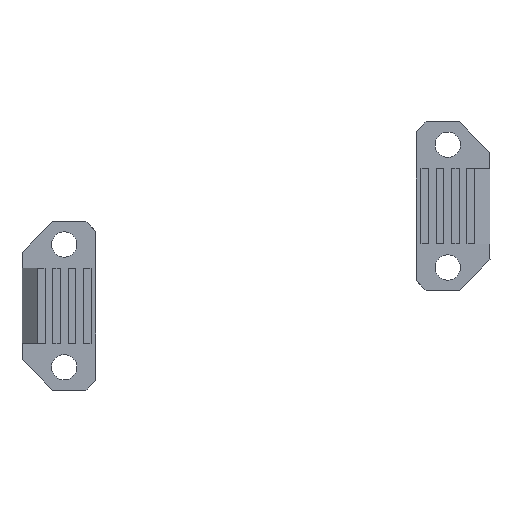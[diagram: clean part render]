
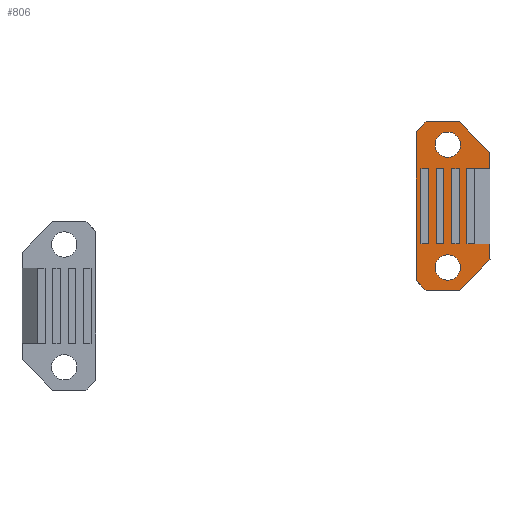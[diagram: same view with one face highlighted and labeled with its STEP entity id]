
A CAD part, front view. The second image highlights one B-rep face of the part: STEP entity #806.
In plain terms, the highlighted planar face has unit normal (0, -1, 0).
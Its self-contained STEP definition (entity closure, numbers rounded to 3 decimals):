
#184=CARTESIAN_POINT('',(21.467,-12.5,55.05));
#185=VERTEX_POINT('',#184);
#192=CARTESIAN_POINT('',(22.467,-12.5,55.05));
#193=VERTEX_POINT('',#192);
#194=CARTESIAN_POINT('',(22.467,-12.5,55.05));
#195=DIRECTION('',(-1.,-0.,0.));
#196=VECTOR('',#195,1.);
#197=LINE('',#194,#196);
#198=EDGE_CURVE('',#193,#185,#197,.T.);
#215=CARTESIAN_POINT('',(22.467,-12.5,64.85));
#216=VERTEX_POINT('',#215);
#217=CARTESIAN_POINT('',(21.467,-12.5,64.85));
#218=VERTEX_POINT('',#217);
#219=CARTESIAN_POINT('',(22.467,-12.5,64.85));
#220=DIRECTION('',(-1.,-0.,0.));
#221=VECTOR('',#220,1.);
#222=LINE('',#219,#221);
#223=EDGE_CURVE('',#216,#218,#222,.T.);
#246=CARTESIAN_POINT('',(20.83,-12.5,69.657));
#247=VERTEX_POINT('',#246);
#264=CARTESIAN_POINT('',(20.83,-12.5,50.243));
#265=VERTEX_POINT('',#264);
#272=CARTESIAN_POINT('',(20.83,-12.5,69.657));
#273=DIRECTION('',(0.,0.,-1.));
#274=VECTOR('',#273,19.414);
#275=LINE('',#272,#274);
#276=EDGE_CURVE('',#247,#265,#275,.T.);
#288=CARTESIAN_POINT('',(30.467,-12.5,64.85));
#289=VERTEX_POINT('',#288);
#304=CARTESIAN_POINT('',(30.467,-12.5,55.05));
#305=VERTEX_POINT('',#304);
#312=CARTESIAN_POINT('',(30.467,-12.5,52.95));
#313=VERTEX_POINT('',#312);
#314=CARTESIAN_POINT('',(30.467,-12.5,55.05));
#315=DIRECTION('',(0.,0.,-1.));
#316=VECTOR('',#315,2.1);
#317=LINE('',#314,#316);
#318=EDGE_CURVE('',#305,#313,#317,.T.);
#336=CARTESIAN_POINT('',(30.467,-12.5,66.95));
#337=VERTEX_POINT('',#336);
#344=CARTESIAN_POINT('',(30.467,-12.5,64.85));
#345=DIRECTION('',(0.,-0.,1.));
#346=VECTOR('',#345,2.1);
#347=LINE('',#344,#346);
#348=EDGE_CURVE('',#289,#337,#347,.T.);
#471=CARTESIAN_POINT('',(27.467,-12.5,64.85));
#472=VERTEX_POINT('',#471);
#473=CARTESIAN_POINT('',(30.467,-12.5,64.85));
#474=DIRECTION('',(-1.,-0.,0.));
#475=VECTOR('',#474,3.);
#476=LINE('',#473,#475);
#477=EDGE_CURVE('',#289,#472,#476,.T.);
#493=CARTESIAN_POINT('',(24.467,-12.5,64.85));
#494=VERTEX_POINT('',#493);
#495=CARTESIAN_POINT('',(23.467,-12.5,64.85));
#496=VERTEX_POINT('',#495);
#497=CARTESIAN_POINT('',(24.467,-12.5,64.85));
#498=DIRECTION('',(-1.,-0.,0.));
#499=VECTOR('',#498,1.);
#500=LINE('',#497,#499);
#501=EDGE_CURVE('',#494,#496,#500,.T.);
#533=CARTESIAN_POINT('',(23.467,-12.5,55.05));
#534=VERTEX_POINT('',#533);
#543=CARTESIAN_POINT('',(24.467,-12.5,55.05));
#544=VERTEX_POINT('',#543);
#545=CARTESIAN_POINT('',(24.467,-12.5,55.05));
#546=DIRECTION('',(-1.,-0.,0.));
#547=VECTOR('',#546,1.);
#548=LINE('',#545,#547);
#549=EDGE_CURVE('',#544,#534,#548,.T.);
#573=CARTESIAN_POINT('',(25.467,-12.5,55.05));
#574=VERTEX_POINT('',#573);
#583=CARTESIAN_POINT('',(26.467,-12.5,55.05));
#584=VERTEX_POINT('',#583);
#585=CARTESIAN_POINT('',(26.467,-12.5,55.05));
#586=DIRECTION('',(-1.,-0.,0.));
#587=VECTOR('',#586,1.);
#588=LINE('',#585,#587);
#589=EDGE_CURVE('',#584,#574,#588,.T.);
#630=CARTESIAN_POINT('',(27.467,-12.5,55.05));
#631=VERTEX_POINT('',#630);
#638=CARTESIAN_POINT('',(30.467,-12.5,55.05));
#639=DIRECTION('',(-1.,-0.,0.));
#640=VECTOR('',#639,3.);
#641=LINE('',#638,#640);
#642=EDGE_CURVE('',#305,#631,#641,.T.);
#647=CARTESIAN_POINT('',(22.567,-12.5,60.55));
#648=DIRECTION('',(-0.,1.,-0.));
#649=DIRECTION('',(-1.,-0.,0.));
#650=AXIS2_PLACEMENT_3D('',#647,#648,#649);
#651=PLANE('',#650);
#652=ORIENTED_EDGE('',*,*,#348,.T.);
#653=CARTESIAN_POINT('',(26.467,-12.5,70.95));
#654=VERTEX_POINT('',#653);
#655=CARTESIAN_POINT('',(30.467,-12.5,66.95));
#656=DIRECTION('',(-0.707,-0.,0.707));
#657=VECTOR('',#656,5.657);
#658=LINE('',#655,#657);
#659=EDGE_CURVE('',#337,#654,#658,.T.);
#660=ORIENTED_EDGE('',*,*,#659,.T.);
#661=CARTESIAN_POINT('',(22.123,-12.5,70.95));
#662=VERTEX_POINT('',#661);
#663=CARTESIAN_POINT('',(22.123,-12.5,70.95));
#664=DIRECTION('',(1.,0.,0.));
#665=VECTOR('',#664,4.344);
#666=LINE('',#663,#665);
#667=EDGE_CURVE('',#662,#654,#666,.T.);
#668=ORIENTED_EDGE('',*,*,#667,.F.);
#669=CARTESIAN_POINT('',(22.123,-12.5,70.95));
#670=DIRECTION('',(-0.707,-0.,-0.707));
#671=VECTOR('',#670,1.828);
#672=LINE('',#669,#671);
#673=EDGE_CURVE('',#662,#247,#672,.T.);
#674=ORIENTED_EDGE('',*,*,#673,.T.);
#675=ORIENTED_EDGE('',*,*,#276,.T.);
#676=CARTESIAN_POINT('',(22.123,-12.5,48.95));
#677=VERTEX_POINT('',#676);
#678=CARTESIAN_POINT('',(20.83,-12.5,50.243));
#679=DIRECTION('',(0.707,0.,-0.707));
#680=VECTOR('',#679,1.828);
#681=LINE('',#678,#680);
#682=EDGE_CURVE('',#265,#677,#681,.T.);
#683=ORIENTED_EDGE('',*,*,#682,.T.);
#684=CARTESIAN_POINT('',(26.467,-12.5,48.95));
#685=VERTEX_POINT('',#684);
#686=CARTESIAN_POINT('',(26.467,-12.5,48.95));
#687=DIRECTION('',(-1.,-0.,0.));
#688=VECTOR('',#687,4.344);
#689=LINE('',#686,#688);
#690=EDGE_CURVE('',#685,#677,#689,.T.);
#691=ORIENTED_EDGE('',*,*,#690,.F.);
#692=CARTESIAN_POINT('',(26.467,-12.5,48.95));
#693=DIRECTION('',(0.707,0.,0.707));
#694=VECTOR('',#693,5.657);
#695=LINE('',#692,#694);
#696=EDGE_CURVE('',#685,#313,#695,.T.);
#697=ORIENTED_EDGE('',*,*,#696,.T.);
#698=ORIENTED_EDGE('',*,*,#318,.F.);
#699=ORIENTED_EDGE('',*,*,#642,.T.);
#700=CARTESIAN_POINT('',(27.467,-12.5,64.85));
#701=DIRECTION('',(0.,0.,-1.));
#702=VECTOR('',#701,9.8);
#703=LINE('',#700,#702);
#704=EDGE_CURVE('',#472,#631,#703,.T.);
#705=ORIENTED_EDGE('',*,*,#704,.F.);
#706=ORIENTED_EDGE('',*,*,#477,.F.);
#707=EDGE_LOOP('',(#652,#660,#668,#674,#675,#683,#691,#697,#698,#699,#705,#706));
#708=FACE_BOUND('',#707,.T.);
#709=ORIENTED_EDGE('',*,*,#198,.T.);
#710=CARTESIAN_POINT('',(21.467,-12.5,55.05));
#711=DIRECTION('',(-0.,0.,1.));
#712=VECTOR('',#711,9.8);
#713=LINE('',#710,#712);
#714=EDGE_CURVE('',#185,#218,#713,.T.);
#715=ORIENTED_EDGE('',*,*,#714,.T.);
#716=ORIENTED_EDGE('',*,*,#223,.F.);
#717=CARTESIAN_POINT('',(22.467,-12.5,64.85));
#718=DIRECTION('',(0.,0.,-1.));
#719=VECTOR('',#718,9.8);
#720=LINE('',#717,#719);
#721=EDGE_CURVE('',#216,#193,#720,.T.);
#722=ORIENTED_EDGE('',*,*,#721,.T.);
#723=EDGE_LOOP('',(#709,#715,#716,#722));
#724=FACE_BOUND('',#723,.T.);
#725=ORIENTED_EDGE('',*,*,#549,.T.);
#726=CARTESIAN_POINT('',(23.467,-12.5,64.85));
#727=DIRECTION('',(0.,0.,-1.));
#728=VECTOR('',#727,9.8);
#729=LINE('',#726,#728);
#730=EDGE_CURVE('',#496,#534,#729,.T.);
#731=ORIENTED_EDGE('',*,*,#730,.F.);
#732=ORIENTED_EDGE('',*,*,#501,.F.);
#733=CARTESIAN_POINT('',(24.467,-12.5,64.85));
#734=DIRECTION('',(0.,0.,-1.));
#735=VECTOR('',#734,9.8);
#736=LINE('',#733,#735);
#737=EDGE_CURVE('',#494,#544,#736,.T.);
#738=ORIENTED_EDGE('',*,*,#737,.T.);
#739=EDGE_LOOP('',(#725,#731,#732,#738));
#740=FACE_BOUND('',#739,.T.);
#741=ORIENTED_EDGE('',*,*,#589,.T.);
#742=CARTESIAN_POINT('',(25.467,-12.5,64.85));
#743=VERTEX_POINT('',#742);
#744=CARTESIAN_POINT('',(25.467,-12.5,64.85));
#745=DIRECTION('',(0.,0.,-1.));
#746=VECTOR('',#745,9.8);
#747=LINE('',#744,#746);
#748=EDGE_CURVE('',#743,#574,#747,.T.);
#749=ORIENTED_EDGE('',*,*,#748,.F.);
#750=CARTESIAN_POINT('',(26.467,-12.5,64.85));
#751=VERTEX_POINT('',#750);
#752=CARTESIAN_POINT('',(26.467,-12.5,64.85));
#753=DIRECTION('',(-1.,-0.,0.));
#754=VECTOR('',#753,1.);
#755=LINE('',#752,#754);
#756=EDGE_CURVE('',#751,#743,#755,.T.);
#757=ORIENTED_EDGE('',*,*,#756,.F.);
#758=CARTESIAN_POINT('',(26.467,-12.5,64.85));
#759=DIRECTION('',(0.,0.,-1.));
#760=VECTOR('',#759,9.8);
#761=LINE('',#758,#760);
#762=EDGE_CURVE('',#751,#584,#761,.T.);
#763=ORIENTED_EDGE('',*,*,#762,.T.);
#764=EDGE_LOOP('',(#741,#749,#757,#763));
#765=FACE_BOUND('',#764,.T.);
#766=CARTESIAN_POINT('',(24.967,-12.5,50.3));
#767=VERTEX_POINT('',#766);
#768=CARTESIAN_POINT('',(26.617,-12.5,51.95));
#769=VERTEX_POINT('',#768);
#770=CARTESIAN_POINT('',(24.967,-12.5,51.95));
#771=DIRECTION('',(0.,-1.,0.));
#772=DIRECTION('',(1.,0.,0.));
#773=AXIS2_PLACEMENT_3D('',#770,#771,#772);
#774=CIRCLE('',#773,1.65);
#775=EDGE_CURVE('',#767,#769,#774,.T.);
#776=ORIENTED_EDGE('',*,*,#775,.F.);
#777=CARTESIAN_POINT('',(24.967,-12.5,51.95));
#778=DIRECTION('',(0.,-1.,0.));
#779=DIRECTION('',(1.,0.,0.));
#780=AXIS2_PLACEMENT_3D('',#777,#778,#779);
#781=CIRCLE('',#780,1.65);
#782=EDGE_CURVE('',#769,#767,#781,.T.);
#783=ORIENTED_EDGE('',*,*,#782,.F.);
#784=EDGE_LOOP('',(#776,#783));
#785=FACE_BOUND('',#784,.T.);
#786=CARTESIAN_POINT('',(26.617,-12.5,67.95));
#787=VERTEX_POINT('',#786);
#788=CARTESIAN_POINT('',(24.967,-12.5,66.3));
#789=VERTEX_POINT('',#788);
#790=CARTESIAN_POINT('',(24.967,-12.5,67.95));
#791=DIRECTION('',(-0.,1.,-0.));
#792=DIRECTION('',(1.,0.,0.));
#793=AXIS2_PLACEMENT_3D('',#790,#791,#792);
#794=CIRCLE('',#793,1.65);
#795=EDGE_CURVE('',#787,#789,#794,.T.);
#796=ORIENTED_EDGE('',*,*,#795,.T.);
#797=CARTESIAN_POINT('',(24.967,-12.5,67.95));
#798=DIRECTION('',(-0.,1.,-0.));
#799=DIRECTION('',(1.,0.,0.));
#800=AXIS2_PLACEMENT_3D('',#797,#798,#799);
#801=CIRCLE('',#800,1.65);
#802=EDGE_CURVE('',#789,#787,#801,.T.);
#803=ORIENTED_EDGE('',*,*,#802,.T.);
#804=EDGE_LOOP('',(#796,#803));
#805=FACE_BOUND('',#804,.T.);
#806=ADVANCED_FACE('',(#708,#724,#740,#765,#785,#805),#651,.F.);
